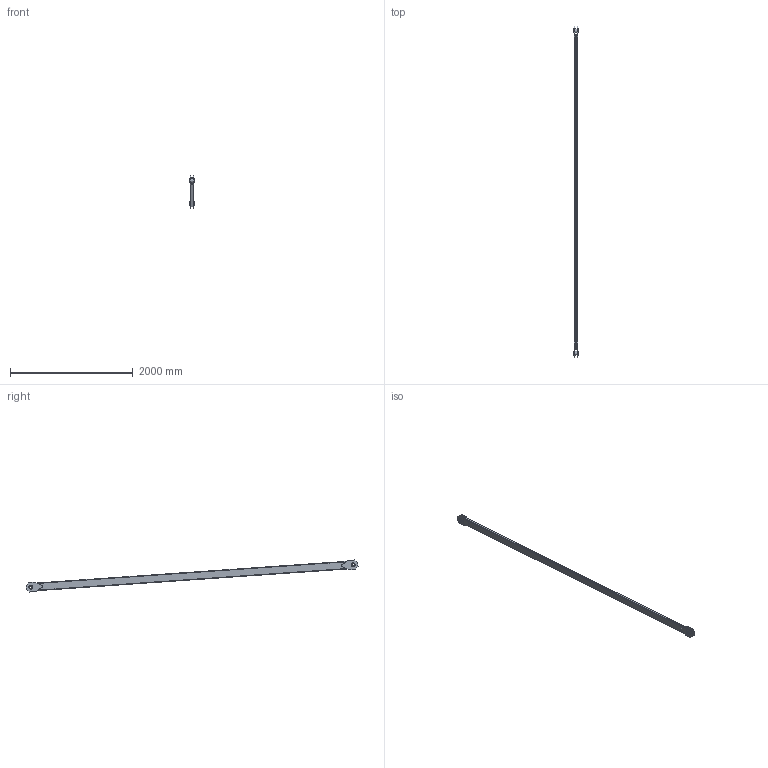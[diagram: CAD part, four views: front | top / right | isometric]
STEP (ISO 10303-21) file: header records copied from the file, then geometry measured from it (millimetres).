
FILE_DESCRIPTION( ( '' ), ' ' );
FILE_NAME( '5dee8dd741b5c61555471647.step', '2019-12-09T18:09:27', ( '' ), ( '' ), ' ', ' ', ' ' );
FILE_SCHEMA( ( 'AUTOMOTIVE_DESIGN { 1 0 10303 214 1 1 1 1 }' ) );
Length unit declared in the file: metre
Products named in the file (1): Part 6
Bounding box: 69.85 x 5418.53 x 524.42 mm (x, y, z)
Volume: 19341009.2 mm3; surface area: 3096102.5 mm2
Topology: 1 solids, 1 shells, 78 faces, 214 edges, 142 vertices
Faces by surface type: plane 58, cylinder 20
Full cylindrical faces by diameter (mm): 38.1 x2, 63.5 x6
Entity records: 3028 total; most frequent: CARTESIAN_POINT 415, ORIENTED_EDGE 400, DIRECTION 398, EDGE_CURVE 200, LINE 160, VECTOR 160, VERTEX_POINT 136, AXIS2_PLACEMENT_3D 119
